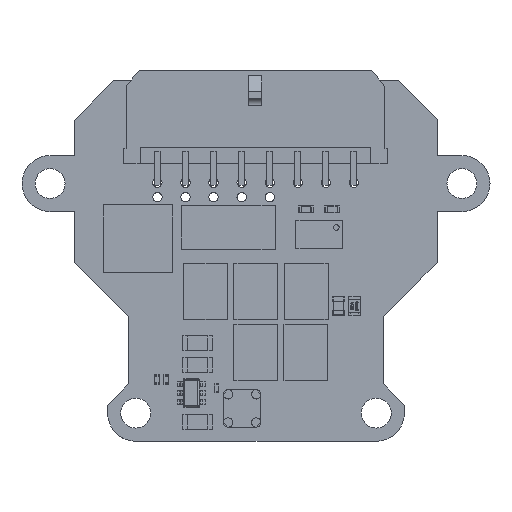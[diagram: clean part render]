
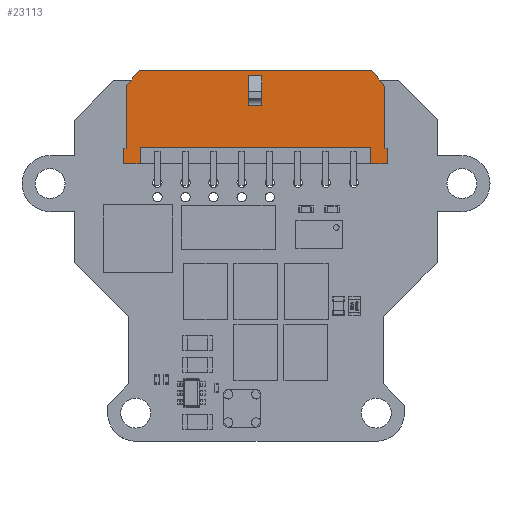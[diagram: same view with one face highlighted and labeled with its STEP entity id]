
A CAD part, top view. The second image highlights one B-rep face of the part: STEP entity #23113.
In plain terms, the highlighted face is planar.
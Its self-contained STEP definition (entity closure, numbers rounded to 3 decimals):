
#21971 = VERTEX_POINT('',#21972);
#21972 = CARTESIAN_POINT('',(-13.825,3.43,-3.355));
#21978 = EDGE_CURVE('',#21971,#21979,#21981,.T.);
#21979 = VERTEX_POINT('',#21980);
#21980 = CARTESIAN_POINT('',(-13.825,3.43,3.305));
#21981 = LINE('',#21982,#21983);
#21982 = CARTESIAN_POINT('',(-13.825,3.43,-3.355));
#21983 = VECTOR('',#21984,1.);
#21984 = DIRECTION('',(0.,0.,1.));
#22764 = VERTEX_POINT('',#22765);
#22765 = CARTESIAN_POINT('',(13.825,3.43,3.305));
#22771 = EDGE_CURVE('',#22772,#22764,#22774,.T.);
#22772 = VERTEX_POINT('',#22773);
#22773 = CARTESIAN_POINT('',(13.825,3.43,-3.355));
#22774 = LINE('',#22775,#22776);
#22775 = CARTESIAN_POINT('',(13.825,3.43,-3.355));
#22776 = VECTOR('',#22777,1.);
#22777 = DIRECTION('',(0.,0.,1.));
#22975 = VERTEX_POINT('',#22976);
#22976 = CARTESIAN_POINT('',(12.44,3.43,4.955));
#22982 = EDGE_CURVE('',#22764,#22975,#22983,.T.);
#22983 = LINE('',#22984,#22985);
#22984 = CARTESIAN_POINT('',(13.825,3.43,3.305));
#22985 = VECTOR('',#22986,1.);
#22986 = DIRECTION('',(-0.643,0.,0.766));
#23063 = EDGE_CURVE('',#23064,#21979,#23066,.T.);
#23064 = VERTEX_POINT('',#23065);
#23065 = CARTESIAN_POINT('',(-12.44,3.43,4.955));
#23066 = LINE('',#23067,#23068);
#23067 = CARTESIAN_POINT('',(-12.44,3.43,4.955));
#23068 = VECTOR('',#23069,1.);
#23069 = DIRECTION('',(-0.643,0.,-0.766));
#23113 = ADVANCED_FACE('',(#23114,#23196),#23230,.T.);
#23114 = FACE_BOUND('',#23115,.F.);
#23115 = EDGE_LOOP('',(#23116,#23126,#23134,#23142,#23150,#23158,#23164,
    #23165,#23166,#23172,#23173,#23174,#23182,#23190));
#23116 = ORIENTED_EDGE('',*,*,#23117,.T.);
#23117 = EDGE_CURVE('',#23118,#23120,#23122,.T.);
#23118 = VERTEX_POINT('',#23119);
#23119 = CARTESIAN_POINT('',(-12.325,3.43,-4.955));
#23120 = VERTEX_POINT('',#23121);
#23121 = CARTESIAN_POINT('',(-12.325,3.43,-3.205));
#23122 = LINE('',#23123,#23124);
#23123 = CARTESIAN_POINT('',(-12.325,3.43,-4.955));
#23124 = VECTOR('',#23125,1.);
#23125 = DIRECTION('',(0.,0.,1.));
#23126 = ORIENTED_EDGE('',*,*,#23127,.T.);
#23127 = EDGE_CURVE('',#23120,#23128,#23130,.T.);
#23128 = VERTEX_POINT('',#23129);
#23129 = CARTESIAN_POINT('',(12.325,3.43,-3.205));
#23130 = LINE('',#23131,#23132);
#23131 = CARTESIAN_POINT('',(-12.325,3.43,-3.205));
#23132 = VECTOR('',#23133,1.);
#23133 = DIRECTION('',(1.,0.,0.));
#23134 = ORIENTED_EDGE('',*,*,#23135,.F.);
#23135 = EDGE_CURVE('',#23136,#23128,#23138,.T.);
#23136 = VERTEX_POINT('',#23137);
#23137 = CARTESIAN_POINT('',(12.325,3.43,-4.955));
#23138 = LINE('',#23139,#23140);
#23139 = CARTESIAN_POINT('',(12.325,3.43,-4.955));
#23140 = VECTOR('',#23141,1.);
#23141 = DIRECTION('',(0.,0.,1.));
#23142 = ORIENTED_EDGE('',*,*,#23143,.F.);
#23143 = EDGE_CURVE('',#23144,#23136,#23146,.T.);
#23144 = VERTEX_POINT('',#23145);
#23145 = CARTESIAN_POINT('',(14.075,3.43,-4.955));
#23146 = LINE('',#23147,#23148);
#23147 = CARTESIAN_POINT('',(14.075,3.43,-4.955));
#23148 = VECTOR('',#23149,1.);
#23149 = DIRECTION('',(-1.,0.,0.));
#23150 = ORIENTED_EDGE('',*,*,#23151,.F.);
#23151 = EDGE_CURVE('',#23152,#23144,#23154,.T.);
#23152 = VERTEX_POINT('',#23153);
#23153 = CARTESIAN_POINT('',(14.075,3.43,-3.355));
#23154 = LINE('',#23155,#23156);
#23155 = CARTESIAN_POINT('',(14.075,3.43,-3.355));
#23156 = VECTOR('',#23157,1.);
#23157 = DIRECTION('',(0.,0.,-1.));
#23158 = ORIENTED_EDGE('',*,*,#23159,.F.);
#23159 = EDGE_CURVE('',#22772,#23152,#23160,.T.);
#23160 = LINE('',#23161,#23162);
#23161 = CARTESIAN_POINT('',(13.825,3.43,-3.355));
#23162 = VECTOR('',#23163,1.);
#23163 = DIRECTION('',(1.,0.,0.));
#23164 = ORIENTED_EDGE('',*,*,#22771,.T.);
#23165 = ORIENTED_EDGE('',*,*,#22982,.T.);
#23166 = ORIENTED_EDGE('',*,*,#23167,.F.);
#23167 = EDGE_CURVE('',#23064,#22975,#23168,.T.);
#23168 = LINE('',#23169,#23170);
#23169 = CARTESIAN_POINT('',(-12.44,3.43,4.955));
#23170 = VECTOR('',#23171,1.);
#23171 = DIRECTION('',(1.,0.,0.));
#23172 = ORIENTED_EDGE('',*,*,#23063,.T.);
#23173 = ORIENTED_EDGE('',*,*,#21978,.F.);
#23174 = ORIENTED_EDGE('',*,*,#23175,.F.);
#23175 = EDGE_CURVE('',#23176,#21971,#23178,.T.);
#23176 = VERTEX_POINT('',#23177);
#23177 = CARTESIAN_POINT('',(-14.075,3.43,-3.355));
#23178 = LINE('',#23179,#23180);
#23179 = CARTESIAN_POINT('',(-14.075,3.43,-3.355));
#23180 = VECTOR('',#23181,1.);
#23181 = DIRECTION('',(1.,0.,0.));
#23182 = ORIENTED_EDGE('',*,*,#23183,.F.);
#23183 = EDGE_CURVE('',#23184,#23176,#23186,.T.);
#23184 = VERTEX_POINT('',#23185);
#23185 = CARTESIAN_POINT('',(-14.075,3.43,-4.955));
#23186 = LINE('',#23187,#23188);
#23187 = CARTESIAN_POINT('',(-14.075,3.43,-4.955));
#23188 = VECTOR('',#23189,1.);
#23189 = DIRECTION('',(0.,0.,1.));
#23190 = ORIENTED_EDGE('',*,*,#23191,.F.);
#23191 = EDGE_CURVE('',#23118,#23184,#23192,.T.);
#23192 = LINE('',#23193,#23194);
#23193 = CARTESIAN_POINT('',(-12.325,3.43,-4.955));
#23194 = VECTOR('',#23195,1.);
#23195 = DIRECTION('',(-1.,0.,0.));
#23196 = FACE_BOUND('',#23197,.F.);
#23197 = EDGE_LOOP('',(#23198,#23208,#23216,#23224));
#23198 = ORIENTED_EDGE('',*,*,#23199,.F.);
#23199 = EDGE_CURVE('',#23200,#23202,#23204,.T.);
#23200 = VERTEX_POINT('',#23201);
#23201 = CARTESIAN_POINT('',(-0.7,3.43,4.415));
#23202 = VERTEX_POINT('',#23203);
#23203 = CARTESIAN_POINT('',(-0.7,3.43,1.255));
#23204 = LINE('',#23205,#23206);
#23205 = CARTESIAN_POINT('',(-0.7,3.43,4.415));
#23206 = VECTOR('',#23207,1.);
#23207 = DIRECTION('',(0.,0.,-1.));
#23208 = ORIENTED_EDGE('',*,*,#23209,.T.);
#23209 = EDGE_CURVE('',#23200,#23210,#23212,.T.);
#23210 = VERTEX_POINT('',#23211);
#23211 = CARTESIAN_POINT('',(0.7,3.43,4.415));
#23212 = LINE('',#23213,#23214);
#23213 = CARTESIAN_POINT('',(-0.7,3.43,4.415));
#23214 = VECTOR('',#23215,1.);
#23215 = DIRECTION('',(1.,0.,0.));
#23216 = ORIENTED_EDGE('',*,*,#23217,.T.);
#23217 = EDGE_CURVE('',#23210,#23218,#23220,.T.);
#23218 = VERTEX_POINT('',#23219);
#23219 = CARTESIAN_POINT('',(0.7,3.43,1.255));
#23220 = LINE('',#23221,#23222);
#23221 = CARTESIAN_POINT('',(0.7,3.43,4.415));
#23222 = VECTOR('',#23223,1.);
#23223 = DIRECTION('',(0.,0.,-1.));
#23224 = ORIENTED_EDGE('',*,*,#23225,.F.);
#23225 = EDGE_CURVE('',#23202,#23218,#23226,.T.);
#23226 = LINE('',#23227,#23228);
#23227 = CARTESIAN_POINT('',(-0.7,3.43,1.255));
#23228 = VECTOR('',#23229,1.);
#23229 = DIRECTION('',(1.,0.,0.));
#23230 = PLANE('',#23231);
#23231 = AXIS2_PLACEMENT_3D('',#23232,#23233,#23234);
#23232 = CARTESIAN_POINT('',(-13.825,3.43,-4.955));
#23233 = DIRECTION('',(0.,1.,0.));
#23234 = DIRECTION('',(0.,-0.,1.));
